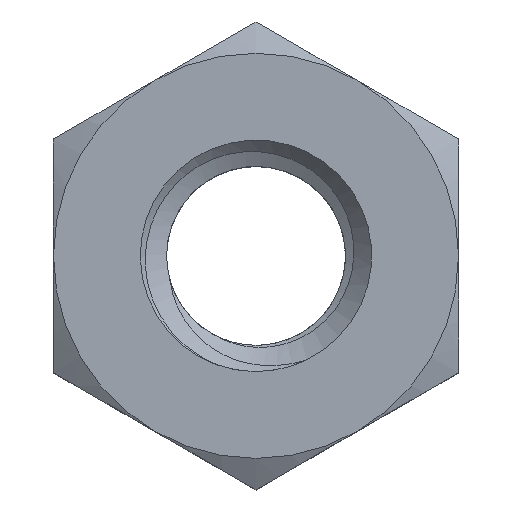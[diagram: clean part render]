
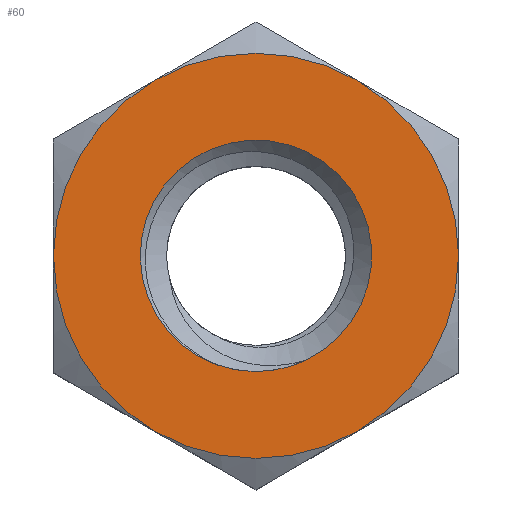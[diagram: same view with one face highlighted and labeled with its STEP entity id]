
A CAD part, top view. The second image highlights one B-rep face of the part: STEP entity #60.
In plain terms, the highlighted planar face has unit normal (0, 0, 1).
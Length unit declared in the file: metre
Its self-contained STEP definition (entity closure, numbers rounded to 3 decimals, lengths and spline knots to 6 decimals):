
#60 = ADVANCED_FACE( 'NONE', ( #135, #136 ), #137, .T. );
#135 = FACE_OUTER_BOUND( '', #222, .T. );
#136 = FACE_BOUND( '', #223, .T. );
#137 = PLANE( '', #224 );
#222 = EDGE_LOOP( '', ( #629, #630, #631, #632, #633, #634 ) );
#223 = EDGE_LOOP( '', ( #635, #636 ) );
#224 = AXIS2_PLACEMENT_3D( '', #637, #638, #639 );
#629 = ORIENTED_EDGE( '', *, *, #864, .T. );
#630 = ORIENTED_EDGE( '', *, *, #865, .T. );
#631 = ORIENTED_EDGE( '', *, *, #866, .T. );
#632 = ORIENTED_EDGE( '', *, *, #832, .T. );
#633 = ORIENTED_EDGE( '', *, *, #867, .T. );
#634 = ORIENTED_EDGE( '', *, *, #868, .T. );
#635 = ORIENTED_EDGE( '', *, *, #837, .T. );
#636 = ORIENTED_EDGE( '', *, *, #869, .F. );
#637 = CARTESIAN_POINT( '', ( -0.0035, 0.002021, 0.0016 ) );
#638 = DIRECTION( '', ( 0., 0., 1. ) );
#639 = DIRECTION( '', ( 1., 0., 0. ) );
#832 = EDGE_CURVE( 'NONE', #934, #942, #944, .T. );
#837 = EDGE_CURVE( 'NONE', #953, #951, #954, .T. );
#864 = EDGE_CURVE( 'NONE', #1002, #1003, #1004, .T. );
#865 = EDGE_CURVE( 'NONE', #1003, #1005, #1006, .T. );
#866 = EDGE_CURVE( 'NONE', #1005, #934, #1007, .T. );
#867 = EDGE_CURVE( 'NONE', #942, #1008, #1009, .T. );
#868 = EDGE_CURVE( 'NONE', #1008, #1002, #1010, .T. );
#869 = EDGE_CURVE( 'NONE', #953, #951, #1011, .T. );
#934 = VERTEX_POINT( 'NONE', #1100 );
#942 = VERTEX_POINT( 'NONE', #1129 );
#944 = CIRCLE( '', #1141, 0.0035 );
#951 = VERTEX_POINT( 'NONE', #1178 );
#953 = VERTEX_POINT( 'NONE', #1191 );
#954 = CIRCLE( '', #1192, 0.002 );
#1002 = VERTEX_POINT( 'NONE', #1487 );
#1003 = VERTEX_POINT( 'NONE', #1488 );
#1004 = CIRCLE( '', #1489, 0.0035 );
#1005 = VERTEX_POINT( 'NONE', #1490 );
#1006 = CIRCLE( '', #1491, 0.0035 );
#1007 = CIRCLE( '', #1492, 0.0035 );
#1008 = VERTEX_POINT( 'NONE', #1493 );
#1009 = CIRCLE( '', #1494, 0.0035 );
#1010 = CIRCLE( '', #1495, 0.0035 );
#1011 = CIRCLE( '', #1496, 0.002 );
#1100 = CARTESIAN_POINT( '', ( -0.00175, 0.003031, 0.0016 ) );
#1129 = CARTESIAN_POINT( '', ( -0.0035, 0., 0.0016 ) );
#1141 = AXIS2_PLACEMENT_3D( '', #1920, #1921, #1922 );
#1178 = CARTESIAN_POINT( '', ( -0.000675, -0.001883, 0.0016 ) );
#1191 = CARTESIAN_POINT( '', ( 0.000874, -0.001799, 0.0016 ) );
#1192 = AXIS2_PLACEMENT_3D( '', #1923, #1924, #1925 );
#1487 = CARTESIAN_POINT( '', ( 0.00175, -0.003031, 0.0016 ) );
#1488 = CARTESIAN_POINT( '', ( 0.0035, 0., 0.0016 ) );
#1489 = AXIS2_PLACEMENT_3D( '', #1947, #1948, #1949 );
#1490 = CARTESIAN_POINT( '', ( 0.00175, 0.003031, 0.0016 ) );
#1491 = AXIS2_PLACEMENT_3D( '', #1950, #1951, #1952 );
#1492 = AXIS2_PLACEMENT_3D( '', #1953, #1954, #1955 );
#1493 = CARTESIAN_POINT( '', ( -0.00175, -0.003031, 0.0016 ) );
#1494 = AXIS2_PLACEMENT_3D( '', #1956, #1957, #1958 );
#1495 = AXIS2_PLACEMENT_3D( '', #1959, #1960, #1961 );
#1496 = AXIS2_PLACEMENT_3D( '', #1962, #1963, #1964 );
#1920 = CARTESIAN_POINT( '', ( 0., 0., 0.0016 ) );
#1921 = DIRECTION( '', ( 0., 0., 1. ) );
#1922 = DIRECTION( '', ( 1., 0., 0. ) );
#1923 = CARTESIAN_POINT( '', ( 0., 0., 0.0016 ) );
#1924 = DIRECTION( '', ( 0., 0., -1. ) );
#1925 = DIRECTION( '', ( -1., 0., 0. ) );
#1947 = CARTESIAN_POINT( '', ( 0., 0., 0.0016 ) );
#1948 = DIRECTION( '', ( 0., 0., 1. ) );
#1949 = DIRECTION( '', ( 1., 0., 0. ) );
#1950 = CARTESIAN_POINT( '', ( 0., 0., 0.0016 ) );
#1951 = DIRECTION( '', ( 0., 0., 1. ) );
#1952 = DIRECTION( '', ( 1., 0., 0. ) );
#1953 = CARTESIAN_POINT( '', ( 0., 0., 0.0016 ) );
#1954 = DIRECTION( '', ( 0., 0., 1. ) );
#1955 = DIRECTION( '', ( 1., 0., 0. ) );
#1956 = CARTESIAN_POINT( '', ( 0., 0., 0.0016 ) );
#1957 = DIRECTION( '', ( 0., 0., 1. ) );
#1958 = DIRECTION( '', ( 1., 0., 0. ) );
#1959 = CARTESIAN_POINT( '', ( 0., 0., 0.0016 ) );
#1960 = DIRECTION( '', ( 0., 0., 1. ) );
#1961 = DIRECTION( '', ( 1., 0., 0. ) );
#1962 = CARTESIAN_POINT( '', ( 0., 0., 0.0016 ) );
#1963 = DIRECTION( '', ( 0., 0., 1. ) );
#1964 = DIRECTION( '', ( 1., 0., 0. ) );
